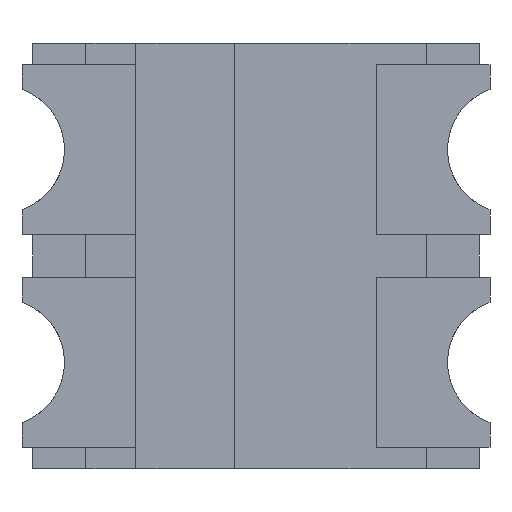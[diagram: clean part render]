
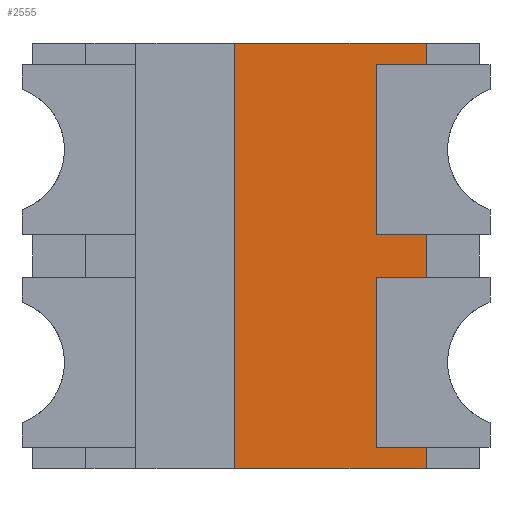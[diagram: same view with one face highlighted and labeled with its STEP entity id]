
A CAD part, front view. The second image highlights one B-rep face of the part: STEP entity #2555.
In plain terms, the highlighted planar face has unit normal (0, -1, 0).
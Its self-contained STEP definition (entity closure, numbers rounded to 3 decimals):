
#66=FACE_OUTER_BOUND('',#202,.T.);
#202=EDGE_LOOP('',(#1631,#1632,#1633,#1634));
#347=LINE('',#3535,#683);
#357=LINE('',#3555,#693);
#358=LINE('',#3557,#694);
#359=LINE('',#3558,#695);
#683=VECTOR('',#2877,10.);
#693=VECTOR('',#2893,10.);
#694=VECTOR('',#2894,10.);
#695=VECTOR('',#2895,10.);
#1019=VERTEX_POINT('',#3533);
#1020=VERTEX_POINT('',#3534);
#1027=VERTEX_POINT('',#3554);
#1028=VERTEX_POINT('',#3556);
#1259=EDGE_CURVE('',#1019,#1020,#347,.T.);
#1269=EDGE_CURVE('',#1027,#1020,#357,.T.);
#1270=EDGE_CURVE('',#1028,#1027,#358,.T.);
#1271=EDGE_CURVE('',#1019,#1028,#359,.T.);
#1631=ORIENTED_EDGE('',*,*,#1259,.T.);
#1632=ORIENTED_EDGE('',*,*,#1269,.F.);
#1633=ORIENTED_EDGE('',*,*,#1270,.F.);
#1634=ORIENTED_EDGE('',*,*,#1271,.F.);
#2342=PLANE('',#2716);
#2555=ADVANCED_FACE('',(#66),#2342,.F.);
#2716=AXIS2_PLACEMENT_3D('',#3553,#2891,#2892);
#2877=DIRECTION('',(0.,0.,-1.));
#2891=DIRECTION('center_axis',(0.,1.,0.));
#2892=DIRECTION('ref_axis',(0.,0.,1.));
#2893=DIRECTION('',(-1.,0.,0.));
#2894=DIRECTION('',(0.,0.,-1.));
#2895=DIRECTION('',(1.,0.,0.));
#3533=CARTESIAN_POINT('',(-0.1,-0.115,1.));
#3534=CARTESIAN_POINT('',(-0.1,-0.115,-1.));
#3535=CARTESIAN_POINT('',(-0.1,-0.115,-0.5));
#3553=CARTESIAN_POINT('Origin',(0.,-0.115,0.));
#3554=CARTESIAN_POINT('',(0.8,-0.115,-1.));
#3555=CARTESIAN_POINT('',(0.55,-0.115,-1.));
#3556=CARTESIAN_POINT('',(0.8,-0.115,1.));
#3557=CARTESIAN_POINT('',(0.8,-0.115,-0.5));
#3558=CARTESIAN_POINT('',(-0.55,-0.115,1.));
